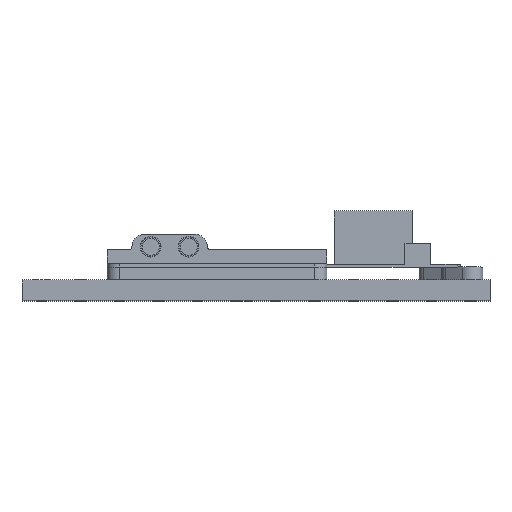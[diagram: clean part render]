
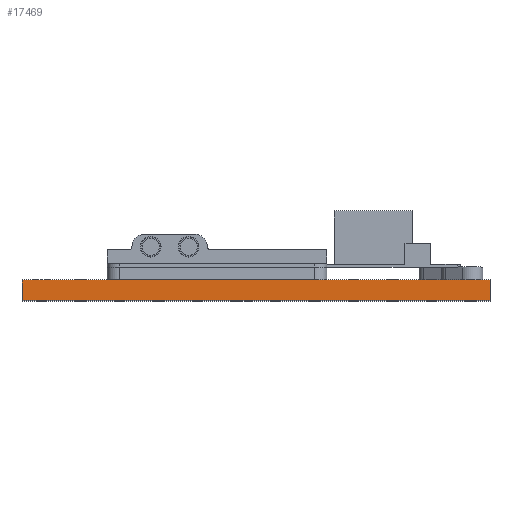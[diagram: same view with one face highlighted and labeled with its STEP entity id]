
A CAD part, top view. The second image highlights one B-rep face of the part: STEP entity #17469.
In plain terms, the highlighted planar face has unit normal (0, 0, 1).
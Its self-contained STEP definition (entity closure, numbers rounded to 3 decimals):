
#248 = FACE_OUTER_BOUND ( 'NONE', #16281, .T. ) ;
#1075 = VECTOR ( 'NONE', #18883, 1000. ) ;
#1402 = VECTOR ( 'NONE', #14129, 1000. ) ;
#1508 = ORIENTED_EDGE ( 'NONE', *, *, #16672, .F. ) ;
#2179 = CARTESIAN_POINT ( 'NONE',  ( -150., 13., 150. ) ) ;
#2211 = VERTEX_POINT ( 'NONE', #4586 ) ;
#2218 = PLANE ( 'NONE',  #3974 ) ;
#3974 = AXIS2_PLACEMENT_3D ( 'NONE', #9586, #15655, #17062 ) ;
#3990 = VERTEX_POINT ( 'NONE', #6447 ) ;
#4095 = CARTESIAN_POINT ( 'NONE',  ( 150., 13., 150. ) ) ;
#4586 = CARTESIAN_POINT ( 'NONE',  ( 150., 0., 150. ) ) ;
#4687 = LINE ( 'NONE', #12533, #1402 ) ;
#6048 = ORIENTED_EDGE ( 'NONE', *, *, #16800, .T. ) ;
#6368 = LINE ( 'NONE', #6661, #11392 ) ;
#6447 = CARTESIAN_POINT ( 'NONE',  ( -150., 13., 150. ) ) ;
#6661 = CARTESIAN_POINT ( 'NONE',  ( -150., 0., 150. ) ) ;
#8453 = LINE ( 'NONE', #2179, #1075 ) ;
#9329 = CARTESIAN_POINT ( 'NONE',  ( -150., 0., 150. ) ) ;
#9486 = DIRECTION ( 'NONE',  ( 0., -1., 0. ) ) ;
#9586 = CARTESIAN_POINT ( 'NONE',  ( -150., 13., 150. ) ) ;
#10041 = CARTESIAN_POINT ( 'NONE',  ( 150., 13., 150. ) ) ;
#10084 = EDGE_CURVE ( 'NONE', #19425, #2211, #17043, .T. ) ;
#10286 = VERTEX_POINT ( 'NONE', #9329 ) ;
#11392 = VECTOR ( 'NONE', #12725, 1000. ) ;
#12533 = CARTESIAN_POINT ( 'NONE',  ( -150., 13., 150. ) ) ;
#12725 = DIRECTION ( 'NONE',  ( 1., 0., 0. ) ) ;
#14129 = DIRECTION ( 'NONE',  ( 1., 0., 0. ) ) ;
#14951 = VECTOR ( 'NONE', #9486, 1000. ) ;
#15655 = DIRECTION ( 'NONE',  ( 0., 0., -1. ) ) ;
#16281 = EDGE_LOOP ( 'NONE', ( #17133, #17852, #1508, #6048 ) ) ;
#16672 = EDGE_CURVE ( 'NONE', #3990, #19425, #4687, .T. ) ;
#16800 = EDGE_CURVE ( 'NONE', #3990, #10286, #8453, .T. ) ;
#17043 = LINE ( 'NONE', #10041, #14951 ) ;
#17062 = DIRECTION ( 'NONE',  ( -1., 0., 0. ) ) ;
#17133 = ORIENTED_EDGE ( 'NONE', *, *, #19575, .T. ) ;
#17469 = ADVANCED_FACE ( 'NONE', ( #248 ), #2218, .F. ) ;
#17852 = ORIENTED_EDGE ( 'NONE', *, *, #10084, .F. ) ;
#18883 = DIRECTION ( 'NONE',  ( 0., -1., 0. ) ) ;
#19425 = VERTEX_POINT ( 'NONE', #4095 ) ;
#19575 = EDGE_CURVE ( 'NONE', #10286, #2211, #6368, .T. ) ;
